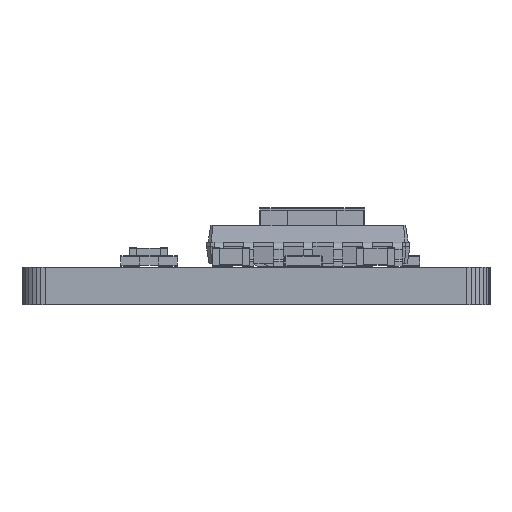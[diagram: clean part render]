
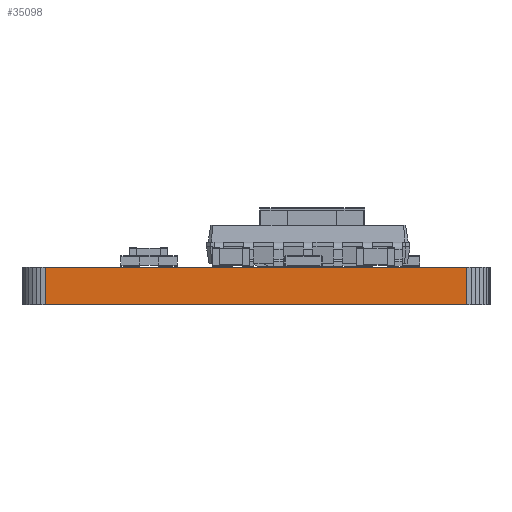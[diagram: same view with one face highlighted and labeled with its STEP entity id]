
A CAD part, front view. The second image highlights one B-rep face of the part: STEP entity #35098.
In plain terms, the highlighted planar face has unit normal (0, -1, 0).
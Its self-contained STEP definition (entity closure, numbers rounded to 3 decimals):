
#31174 = PLANE('',#31175);
#31175 = AXIS2_PLACEMENT_3D('',#31176,#31177,#31178);
#31176 = CARTESIAN_POINT('',(33.,-29.5,1.6));
#31177 = DIRECTION('',(-0.,-0.,-1.));
#31178 = DIRECTION('',(-1.,0.,0.));
#31228 = PLANE('',#31229);
#31229 = AXIS2_PLACEMENT_3D('',#31230,#31231,#31232);
#31230 = CARTESIAN_POINT('',(33.,-29.5,0.));
#31231 = DIRECTION('',(-0.,-0.,-1.));
#31232 = DIRECTION('',(-1.,0.,0.));
#32002 = VERTEX_POINT('',#32003);
#32003 = CARTESIAN_POINT('',(42.,-37.,0.));
#32017 = PLANE('',#32018);
#32018 = AXIS2_PLACEMENT_3D('',#32019,#32020,#32021);
#32019 = CARTESIAN_POINT('',(42.195,-36.981,0.));
#32020 = DIRECTION('',(0.098,-0.995,0.));
#32021 = DIRECTION('',(-0.995,-0.098,0.));
#32029 = EDGE_CURVE('',#32002,#32030,#32032,.T.);
#32030 = VERTEX_POINT('',#32031);
#32031 = CARTESIAN_POINT('',(24.,-37.,0.));
#32032 = SURFACE_CURVE('',#32033,(#32037,#32044),.PCURVE_S1.);
#32033 = LINE('',#32034,#32035);
#32034 = CARTESIAN_POINT('',(42.,-37.,0.));
#32035 = VECTOR('',#32036,1.);
#32036 = DIRECTION('',(-1.,0.,0.));
#32037 = PCURVE('',#31228,#32038);
#32038 = DEFINITIONAL_REPRESENTATION('',(#32039),#32043);
#32039 = LINE('',#32040,#32041);
#32040 = CARTESIAN_POINT('',(-9.,-7.5));
#32041 = VECTOR('',#32042,1.);
#32042 = DIRECTION('',(1.,0.));
#32043 = ( GEOMETRIC_REPRESENTATION_CONTEXT(2) 
PARAMETRIC_REPRESENTATION_CONTEXT() REPRESENTATION_CONTEXT('2D SPACE',''
  ) );
#32044 = PCURVE('',#32045,#32050);
#32045 = PLANE('',#32046);
#32046 = AXIS2_PLACEMENT_3D('',#32047,#32048,#32049);
#32047 = CARTESIAN_POINT('',(42.,-37.,0.));
#32048 = DIRECTION('',(0.,-1.,0.));
#32049 = DIRECTION('',(-1.,0.,0.));
#32050 = DEFINITIONAL_REPRESENTATION('',(#32051),#32055);
#32051 = LINE('',#32052,#32053);
#32052 = CARTESIAN_POINT('',(0.,-0.));
#32053 = VECTOR('',#32054,1.);
#32054 = DIRECTION('',(1.,0.));
#32055 = ( GEOMETRIC_REPRESENTATION_CONTEXT(2) 
PARAMETRIC_REPRESENTATION_CONTEXT() REPRESENTATION_CONTEXT('2D SPACE',''
  ) );
#32073 = PLANE('',#32074);
#32074 = AXIS2_PLACEMENT_3D('',#32075,#32076,#32077);
#32075 = CARTESIAN_POINT('',(24.,-37.,0.));
#32076 = DIRECTION('',(-0.098,-0.995,0.));
#32077 = DIRECTION('',(-0.995,0.098,0.));
#33475 = VERTEX_POINT('',#33476);
#33476 = CARTESIAN_POINT('',(42.,-37.,1.6));
#33497 = EDGE_CURVE('',#33475,#33498,#33500,.T.);
#33498 = VERTEX_POINT('',#33499);
#33499 = CARTESIAN_POINT('',(24.,-37.,1.6));
#33500 = SURFACE_CURVE('',#33501,(#33505,#33512),.PCURVE_S1.);
#33501 = LINE('',#33502,#33503);
#33502 = CARTESIAN_POINT('',(42.,-37.,1.6));
#33503 = VECTOR('',#33504,1.);
#33504 = DIRECTION('',(-1.,0.,0.));
#33505 = PCURVE('',#31174,#33506);
#33506 = DEFINITIONAL_REPRESENTATION('',(#33507),#33511);
#33507 = LINE('',#33508,#33509);
#33508 = CARTESIAN_POINT('',(-9.,-7.5));
#33509 = VECTOR('',#33510,1.);
#33510 = DIRECTION('',(1.,0.));
#33511 = ( GEOMETRIC_REPRESENTATION_CONTEXT(2) 
PARAMETRIC_REPRESENTATION_CONTEXT() REPRESENTATION_CONTEXT('2D SPACE',''
  ) );
#33512 = PCURVE('',#32045,#33513);
#33513 = DEFINITIONAL_REPRESENTATION('',(#33514),#33518);
#33514 = LINE('',#33515,#33516);
#33515 = CARTESIAN_POINT('',(0.,-1.6));
#33516 = VECTOR('',#33517,1.);
#33517 = DIRECTION('',(1.,0.));
#33518 = ( GEOMETRIC_REPRESENTATION_CONTEXT(2) 
PARAMETRIC_REPRESENTATION_CONTEXT() REPRESENTATION_CONTEXT('2D SPACE',''
  ) );
#35075 = EDGE_CURVE('',#32030,#33498,#35076,.T.);
#35076 = SURFACE_CURVE('',#35077,(#35081,#35088),.PCURVE_S1.);
#35077 = LINE('',#35078,#35079);
#35078 = CARTESIAN_POINT('',(24.,-37.,0.));
#35079 = VECTOR('',#35080,1.);
#35080 = DIRECTION('',(0.,0.,1.));
#35081 = PCURVE('',#32073,#35082);
#35082 = DEFINITIONAL_REPRESENTATION('',(#35083),#35087);
#35083 = LINE('',#35084,#35085);
#35084 = CARTESIAN_POINT('',(0.,0.));
#35085 = VECTOR('',#35086,1.);
#35086 = DIRECTION('',(0.,-1.));
#35087 = ( GEOMETRIC_REPRESENTATION_CONTEXT(2) 
PARAMETRIC_REPRESENTATION_CONTEXT() REPRESENTATION_CONTEXT('2D SPACE',''
  ) );
#35088 = PCURVE('',#32045,#35089);
#35089 = DEFINITIONAL_REPRESENTATION('',(#35090),#35094);
#35090 = LINE('',#35091,#35092);
#35091 = CARTESIAN_POINT('',(18.,0.));
#35092 = VECTOR('',#35093,1.);
#35093 = DIRECTION('',(0.,-1.));
#35094 = ( GEOMETRIC_REPRESENTATION_CONTEXT(2) 
PARAMETRIC_REPRESENTATION_CONTEXT() REPRESENTATION_CONTEXT('2D SPACE',''
  ) );
#35098 = ADVANCED_FACE('',(#35099),#32045,.T.);
#35099 = FACE_BOUND('',#35100,.T.);
#35100 = EDGE_LOOP('',(#35101,#35122,#35123,#35124));
#35101 = ORIENTED_EDGE('',*,*,#35102,.T.);
#35102 = EDGE_CURVE('',#32002,#33475,#35103,.T.);
#35103 = SURFACE_CURVE('',#35104,(#35108,#35115),.PCURVE_S1.);
#35104 = LINE('',#35105,#35106);
#35105 = CARTESIAN_POINT('',(42.,-37.,0.));
#35106 = VECTOR('',#35107,1.);
#35107 = DIRECTION('',(0.,0.,1.));
#35108 = PCURVE('',#32045,#35109);
#35109 = DEFINITIONAL_REPRESENTATION('',(#35110),#35114);
#35110 = LINE('',#35111,#35112);
#35111 = CARTESIAN_POINT('',(0.,-0.));
#35112 = VECTOR('',#35113,1.);
#35113 = DIRECTION('',(0.,-1.));
#35114 = ( GEOMETRIC_REPRESENTATION_CONTEXT(2) 
PARAMETRIC_REPRESENTATION_CONTEXT() REPRESENTATION_CONTEXT('2D SPACE',''
  ) );
#35115 = PCURVE('',#32017,#35116);
#35116 = DEFINITIONAL_REPRESENTATION('',(#35117),#35121);
#35117 = LINE('',#35118,#35119);
#35118 = CARTESIAN_POINT('',(0.196,0.));
#35119 = VECTOR('',#35120,1.);
#35120 = DIRECTION('',(0.,-1.));
#35121 = ( GEOMETRIC_REPRESENTATION_CONTEXT(2) 
PARAMETRIC_REPRESENTATION_CONTEXT() REPRESENTATION_CONTEXT('2D SPACE',''
  ) );
#35122 = ORIENTED_EDGE('',*,*,#33497,.T.);
#35123 = ORIENTED_EDGE('',*,*,#35075,.F.);
#35124 = ORIENTED_EDGE('',*,*,#32029,.F.);
